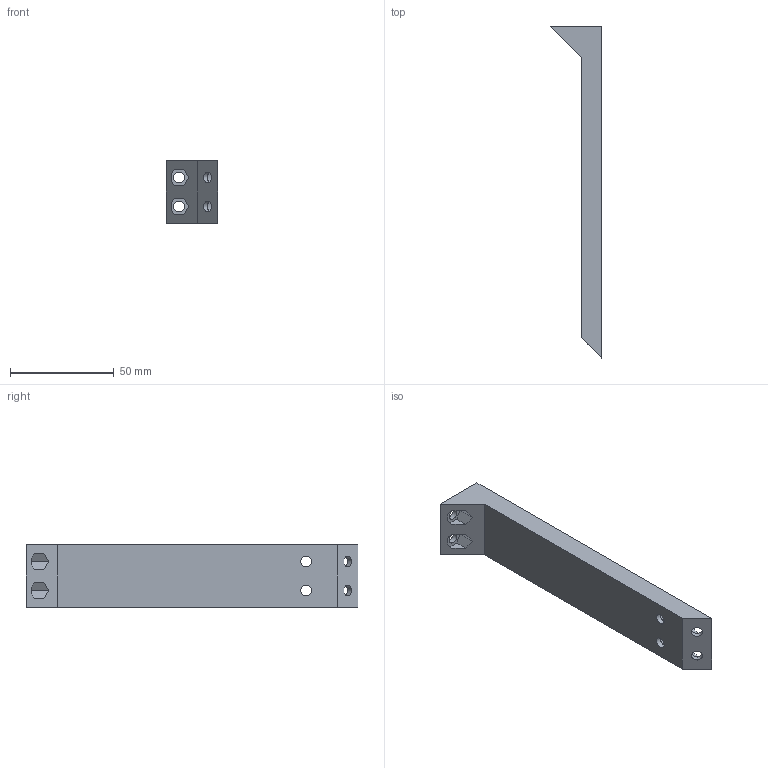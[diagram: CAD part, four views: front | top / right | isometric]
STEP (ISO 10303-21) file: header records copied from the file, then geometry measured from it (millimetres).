
FILE_DESCRIPTION(/* description */ (''),/* implementation_level */ '2;1');
FILE_NAME(/* name */ 'Bed Fram Blank A.step',/* time_stamp */ '2021-08-10T19:08:55-04:00',/* author */ (''),/* organization */ (''),/* preprocessor_version */ 'ST-DEVELOPER v18.1',/* originating_system */ 'Autodesk Translation Framework v10.9.0.1377',/* authorisation */ '');
FILE_SCHEMA (('AUTOMOTIVE_DESIGN { 1 0 10303 214 3 1 1 }'));
Length unit declared in the file: millimetre
Products named in the file (1): Heated Bed Frame
Bounding box: 25 x 160 x 30 mm (x, y, z)
Volume: 47539.5 mm3; surface area: 14794.6 mm2
Topology: 1 solids, 1 shells, 45 faces, 111 edges, 74 vertices
Faces by surface type: plane 37, cylinder 8
Full cylindrical faces by diameter (mm): 5.2 x6
Entity records: 1367 total; most frequent: CARTESIAN_POINT 231, ORIENTED_EDGE 222, DIRECTION 219, EDGE_CURVE 111, LINE 95, VECTOR 95, VERTEX_POINT 74, EDGE_LOOP 63
